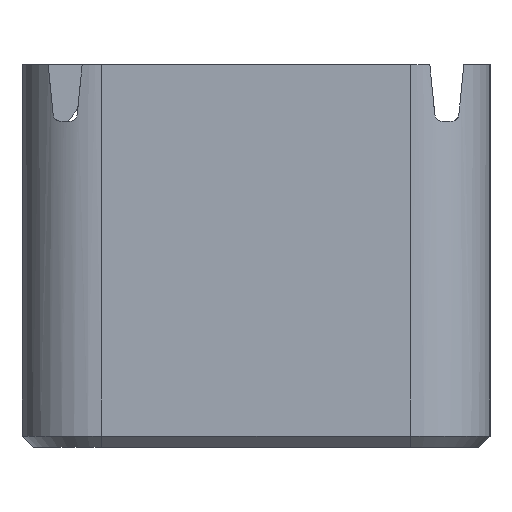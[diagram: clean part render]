
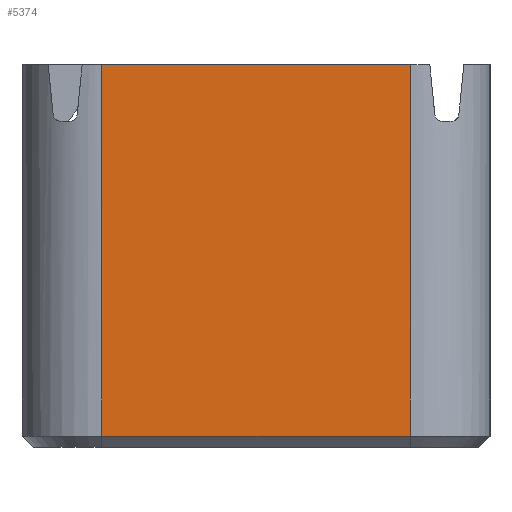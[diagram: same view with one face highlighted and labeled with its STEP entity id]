
A CAD part, left-side view. The second image highlights one B-rep face of the part: STEP entity #5374.
In plain terms, the highlighted planar face has unit normal (-1, 0, 0).
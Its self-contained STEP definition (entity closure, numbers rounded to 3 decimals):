
#100 = PLANE('',#101);
#101 = AXIS2_PLACEMENT_3D('',#102,#103,#104);
#102 = CARTESIAN_POINT('',(0.,0.,33.7));
#103 = DIRECTION('',(0.,0.,1.));
#104 = DIRECTION('',(1.,0.,0.));
#128 = CYLINDRICAL_SURFACE('',#129,7.);
#129 = AXIS2_PLACEMENT_3D('',#130,#131,#132);
#130 = CARTESIAN_POINT('',(7.,34.2,33.7));
#131 = DIRECTION('',(0.,0.,-1.));
#132 = DIRECTION('',(-1.,-0.,-0.));
#2672 = VERTEX_POINT('',#2673);
#2673 = CARTESIAN_POINT('',(0.,34.2,1.));
#2695 = EDGE_CURVE('',#2696,#2672,#2698,.T.);
#2696 = VERTEX_POINT('',#2697);
#2697 = CARTESIAN_POINT('',(0.,34.2,33.7));
#2698 = SURFACE_CURVE('',#2699,(#2703,#2710),.PCURVE_S1.);
#2699 = LINE('',#2700,#2701);
#2700 = CARTESIAN_POINT('',(0.,34.2,33.7));
#2701 = VECTOR('',#2702,1.);
#2702 = DIRECTION('',(0.,0.,-1.));
#2703 = PCURVE('',#128,#2704);
#2704 = DEFINITIONAL_REPRESENTATION('',(#2705),#2709);
#2705 = LINE('',#2706,#2707);
#2706 = CARTESIAN_POINT('',(0.,0.));
#2707 = VECTOR('',#2708,1.);
#2708 = DIRECTION('',(0.,1.));
#2709 = ( GEOMETRIC_REPRESENTATION_CONTEXT(2) 
PARAMETRIC_REPRESENTATION_CONTEXT() REPRESENTATION_CONTEXT('2D SPACE',''
  ) );
#2710 = PCURVE('',#2711,#2716);
#2711 = PLANE('',#2712);
#2712 = AXIS2_PLACEMENT_3D('',#2713,#2714,#2715);
#2713 = CARTESIAN_POINT('',(0.,0.,0.));
#2714 = DIRECTION('',(1.,0.,0.));
#2715 = DIRECTION('',(0.,0.,1.));
#2716 = DEFINITIONAL_REPRESENTATION('',(#2717),#2721);
#2717 = LINE('',#2718,#2719);
#2718 = CARTESIAN_POINT('',(33.7,-34.2));
#2719 = VECTOR('',#2720,1.);
#2720 = DIRECTION('',(-1.,0.));
#2721 = ( GEOMETRIC_REPRESENTATION_CONTEXT(2) 
PARAMETRIC_REPRESENTATION_CONTEXT() REPRESENTATION_CONTEXT('2D SPACE',''
  ) );
#3345 = EDGE_CURVE('',#2696,#3346,#3348,.T.);
#3346 = VERTEX_POINT('',#3347);
#3347 = CARTESIAN_POINT('',(0.,7.,33.7));
#3348 = SURFACE_CURVE('',#3349,(#3353,#3360),.PCURVE_S1.);
#3349 = LINE('',#3350,#3351);
#3350 = CARTESIAN_POINT('',(0.,41.2,33.7));
#3351 = VECTOR('',#3352,1.);
#3352 = DIRECTION('',(0.,-1.,0.));
#3353 = PCURVE('',#100,#3354);
#3354 = DEFINITIONAL_REPRESENTATION('',(#3355),#3359);
#3355 = LINE('',#3356,#3357);
#3356 = CARTESIAN_POINT('',(0.,41.2));
#3357 = VECTOR('',#3358,1.);
#3358 = DIRECTION('',(0.,-1.));
#3359 = ( GEOMETRIC_REPRESENTATION_CONTEXT(2) 
PARAMETRIC_REPRESENTATION_CONTEXT() REPRESENTATION_CONTEXT('2D SPACE',''
  ) );
#3360 = PCURVE('',#2711,#3361);
#3361 = DEFINITIONAL_REPRESENTATION('',(#3362),#3366);
#3362 = LINE('',#3363,#3364);
#3363 = CARTESIAN_POINT('',(33.7,-41.2));
#3364 = VECTOR('',#3365,1.);
#3365 = DIRECTION('',(0.,1.));
#3366 = ( GEOMETRIC_REPRESENTATION_CONTEXT(2) 
PARAMETRIC_REPRESENTATION_CONTEXT() REPRESENTATION_CONTEXT('2D SPACE',''
  ) );
#3383 = CYLINDRICAL_SURFACE('',#3384,7.);
#3384 = AXIS2_PLACEMENT_3D('',#3385,#3386,#3387);
#3385 = CARTESIAN_POINT('',(7.,7.,0.));
#3386 = DIRECTION('',(0.,0.,1.));
#3387 = DIRECTION('',(-1.,0.,0.));
#3730 = PLANE('',#3731);
#3731 = AXIS2_PLACEMENT_3D('',#3732,#3733,#3734);
#3732 = CARTESIAN_POINT('',(0.5,7.,0.5));
#3733 = DIRECTION('',(-0.707,0.,-0.707));
#3734 = DIRECTION('',(0.,1.,0.));
#5374 = ADVANCED_FACE('',(#5375),#2711,.F.);
#5375 = FACE_BOUND('',#5376,.F.);
#5376 = EDGE_LOOP('',(#5377,#5378,#5379,#5402));
#5377 = ORIENTED_EDGE('',*,*,#2695,.F.);
#5378 = ORIENTED_EDGE('',*,*,#3345,.T.);
#5379 = ORIENTED_EDGE('',*,*,#5380,.F.);
#5380 = EDGE_CURVE('',#5381,#3346,#5383,.T.);
#5381 = VERTEX_POINT('',#5382);
#5382 = CARTESIAN_POINT('',(0.,7.,1.));
#5383 = SURFACE_CURVE('',#5384,(#5388,#5395),.PCURVE_S1.);
#5384 = LINE('',#5385,#5386);
#5385 = CARTESIAN_POINT('',(0.,7.,0.));
#5386 = VECTOR('',#5387,1.);
#5387 = DIRECTION('',(0.,0.,1.));
#5388 = PCURVE('',#2711,#5389);
#5389 = DEFINITIONAL_REPRESENTATION('',(#5390),#5394);
#5390 = LINE('',#5391,#5392);
#5391 = CARTESIAN_POINT('',(0.,-7.));
#5392 = VECTOR('',#5393,1.);
#5393 = DIRECTION('',(1.,0.));
#5394 = ( GEOMETRIC_REPRESENTATION_CONTEXT(2) 
PARAMETRIC_REPRESENTATION_CONTEXT() REPRESENTATION_CONTEXT('2D SPACE',''
  ) );
#5395 = PCURVE('',#3383,#5396);
#5396 = DEFINITIONAL_REPRESENTATION('',(#5397),#5401);
#5397 = LINE('',#5398,#5399);
#5398 = CARTESIAN_POINT('',(0.,0.));
#5399 = VECTOR('',#5400,1.);
#5400 = DIRECTION('',(0.,1.));
#5401 = ( GEOMETRIC_REPRESENTATION_CONTEXT(2) 
PARAMETRIC_REPRESENTATION_CONTEXT() REPRESENTATION_CONTEXT('2D SPACE',''
  ) );
#5402 = ORIENTED_EDGE('',*,*,#5403,.T.);
#5403 = EDGE_CURVE('',#5381,#2672,#5404,.T.);
#5404 = SURFACE_CURVE('',#5405,(#5409,#5416),.PCURVE_S1.);
#5405 = LINE('',#5406,#5407);
#5406 = CARTESIAN_POINT('',(0.,7.,1.));
#5407 = VECTOR('',#5408,1.);
#5408 = DIRECTION('',(0.,1.,0.));
#5409 = PCURVE('',#2711,#5410);
#5410 = DEFINITIONAL_REPRESENTATION('',(#5411),#5415);
#5411 = LINE('',#5412,#5413);
#5412 = CARTESIAN_POINT('',(1.,-7.));
#5413 = VECTOR('',#5414,1.);
#5414 = DIRECTION('',(0.,-1.));
#5415 = ( GEOMETRIC_REPRESENTATION_CONTEXT(2) 
PARAMETRIC_REPRESENTATION_CONTEXT() REPRESENTATION_CONTEXT('2D SPACE',''
  ) );
#5416 = PCURVE('',#3730,#5417);
#5417 = DEFINITIONAL_REPRESENTATION('',(#5418),#5422);
#5418 = LINE('',#5419,#5420);
#5419 = CARTESIAN_POINT('',(0.,-0.707));
#5420 = VECTOR('',#5421,1.);
#5421 = DIRECTION('',(1.,0.));
#5422 = ( GEOMETRIC_REPRESENTATION_CONTEXT(2) 
PARAMETRIC_REPRESENTATION_CONTEXT() REPRESENTATION_CONTEXT('2D SPACE',''
  ) );
